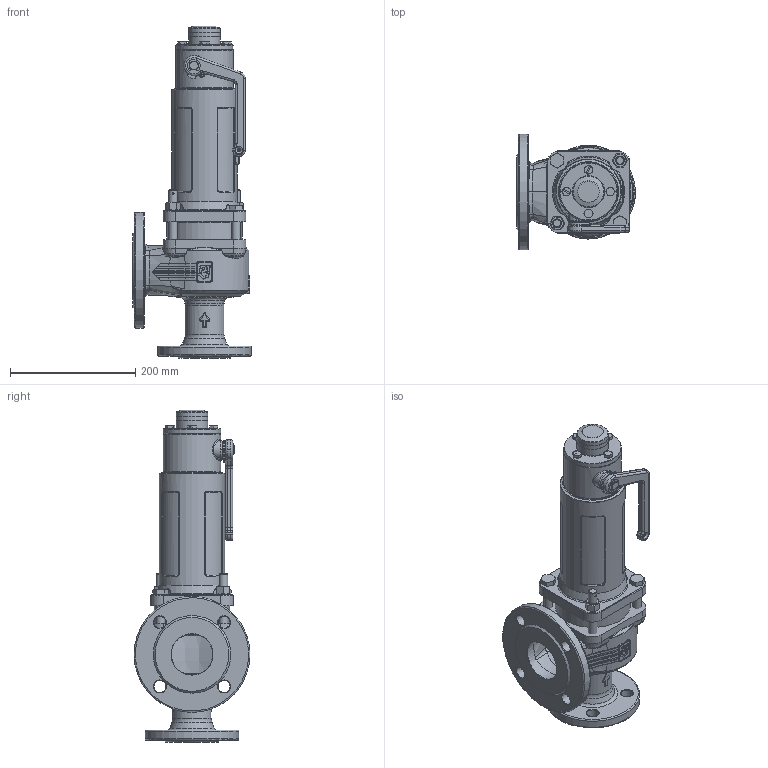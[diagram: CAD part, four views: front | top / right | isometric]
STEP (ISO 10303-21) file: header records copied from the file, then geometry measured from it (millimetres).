
FILE_DESCRIPTION(('HOOPS Exchange Step'),'2;1');
FILE_NAME('SF0612_DN40_40-65.stp','2025-06-27T13:34:46+02:00',('nieru'),('Unknown organisation'),'HOOPS Exchange 2024.2','HOOPS Exchange','Unknown authorisation');
FILE_SCHEMA( ('AP203_CONFIGURATION_CONTROLLED_3D_DESIGN_OF_MECHANICAL_PARTS_AND_ASSEMBLIES_MIM_LF') );
Length unit declared in the file: millimetre
Products named in the file (2): 0; root
Assembly tree (1 placements, depth 2):
  root
    0
Bounding box: 190 x 185 x 530.5 mm (x, y, z)
Volume: 4203857.4 mm3; surface area: 486649.7 mm2
Topology: 21 solids, 21 shells, 1524 faces, 3755 edges, 2276 vertices
Faces by surface type: bspline 577, cylinder 354, plane 319, torus 158, cone 115, sphere 1
Full cylindrical faces by diameter (mm): 2 x2, 3 x1, 4.9 x1, 6 x1, 10 x1, 11.6 x4, 11.835 x2, 14 x6, 15.2 x1, 19 x8, 22 x1, 36.5 x1, 42 x1, 47.8 x1, 50 x3, 62 x1, 72.05 x1, 92 x2, 104 x1, 104.865 x1, 116 x2, 120 x1, 150 x1, 185 x1
Entity records: 105075 total; most frequent: CARTESIAN_POINT 73486, ORIENTED_EDGE 7406, DIRECTION 5212, EDGE_CURVE 3703, VERTEX_POINT 2276, AXIS2_PLACEMENT_3D 2111, EDGE_LOOP 1615, FACE_BOUND 1615
